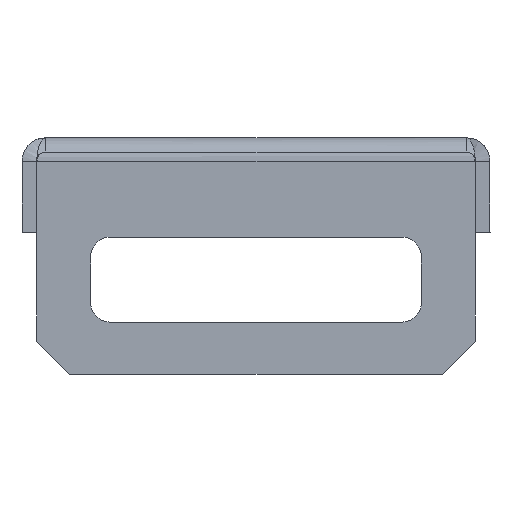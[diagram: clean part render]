
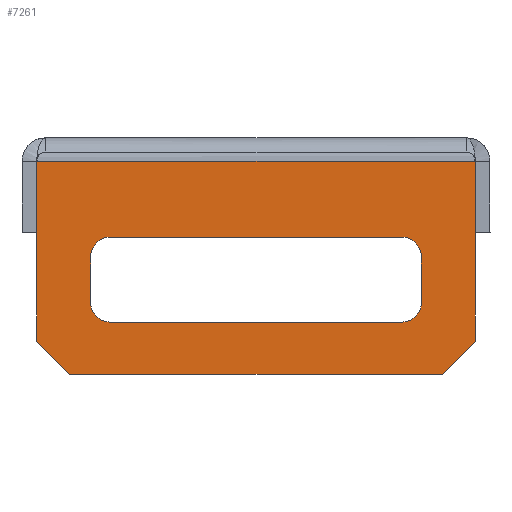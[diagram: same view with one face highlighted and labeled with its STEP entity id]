
A CAD part, left-side view. The second image highlights one B-rep face of the part: STEP entity #7261.
In plain terms, the highlighted planar face has unit normal (-1, 0, 0).
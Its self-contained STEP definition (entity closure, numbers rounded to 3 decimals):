
#100 = FACE_OUTER_BOUND ( 'NONE', #9831, .T. ) ;
#151 = LINE ( 'NONE', #3013, #7392 ) ;
#232 = DIRECTION ( 'NONE',  ( 0., -1., 0. ) ) ;
#243 = CARTESIAN_POINT ( 'NONE',  ( -381., 19.679, -25. ) ) ;
#246 = VERTEX_POINT ( 'NONE', #11195 ) ;
#305 = LINE ( 'NONE', #11677, #9273 ) ;
#517 = CARTESIAN_POINT ( 'NONE',  ( -381., 17.5, -12.6 ) ) ;
#655 = CARTESIAN_POINT ( 'NONE',  ( -381., -17.5, -12.6 ) ) ;
#781 = DIRECTION ( 'NONE',  ( 1., 0., 0. ) ) ;
#1019 = EDGE_CURVE ( 'NONE', #11245, #6974, #9939, .T. ) ;
#1024 = AXIS2_PLACEMENT_3D ( 'NONE', #7833, #8725, #1272 ) ;
#1150 = AXIS2_PLACEMENT_3D ( 'NONE', #11900, #781, #4347 ) ;
#1209 = DIRECTION ( 'NONE',  ( 0., 0., 1. ) ) ;
#1272 = DIRECTION ( 'NONE',  ( 0., 0., -1. ) ) ;
#1519 = DIRECTION ( 'NONE',  ( 0., 0., 1. ) ) ;
#1553 = DIRECTION ( 'NONE',  ( 0., 1., 0. ) ) ;
#1690 = ORIENTED_EDGE ( 'NONE', *, *, #11953, .T. ) ;
#2077 = ORIENTED_EDGE ( 'NONE', *, *, #7260, .F. ) ;
#2200 = DIRECTION ( 'NONE',  ( 0., 0., -1. ) ) ;
#2709 = EDGE_CURVE ( 'NONE', #11496, #11245, #3217, .T. ) ;
#2718 = EDGE_CURVE ( 'NONE', #11496, #6527, #151, .T. ) ;
#2719 = VECTOR ( 'NONE', #232, 1000. ) ;
#2933 = VECTOR ( 'NONE', #1519, 1000. ) ;
#2969 = CARTESIAN_POINT ( 'NONE',  ( -381., 3834.75, -25. ) ) ;
#2999 = VECTOR ( 'NONE', #1553, 1000. ) ;
#3013 = CARTESIAN_POINT ( 'NONE',  ( -381., 23.179, -25. ) ) ;
#3017 = ORIENTED_EDGE ( 'NONE', *, *, #7433, .T. ) ;
#3056 = DIRECTION ( 'NONE',  ( 0., -0.707, -0.707 ) ) ;
#3097 = CARTESIAN_POINT ( 'NONE',  ( -381., 19.679, -25. ) ) ;
#3151 = LINE ( 'NONE', #6031, #2999 ) ;
#3217 = LINE ( 'NONE', #243, #5685 ) ;
#3252 = PLANE ( 'NONE',  #1024 ) ;
#3373 = ORIENTED_EDGE ( 'NONE', *, *, #9671, .T. ) ;
#3453 = VERTEX_POINT ( 'NONE', #655 ) ;
#3651 = CIRCLE ( 'NONE', #1150, 2.1 ) ;
#3771 = ORIENTED_EDGE ( 'NONE', *, *, #8818, .T. ) ;
#3855 = VECTOR ( 'NONE', #10749, 1000. ) ;
#3919 = CARTESIAN_POINT ( 'NONE',  ( -381., 17.5, -12.6 ) ) ;
#4089 = CARTESIAN_POINT ( 'NONE',  ( -381., 3834.75, -2.5 ) ) ;
#4270 = CARTESIAN_POINT ( 'NONE',  ( -381., 15.4, -19.5 ) ) ;
#4347 = DIRECTION ( 'NONE',  ( 0., 0., 1. ) ) ;
#4811 = EDGE_CURVE ( 'NONE', #6300, #3453, #5093, .T. ) ;
#5082 = DIRECTION ( 'NONE',  ( 0., -1., 0. ) ) ;
#5093 = CIRCLE ( 'NONE', #11811, 2.1 ) ;
#5197 = EDGE_CURVE ( 'NONE', #6974, #6360, #5669, .T. ) ;
#5211 = ORIENTED_EDGE ( 'NONE', *, *, #2709, .T. ) ;
#5269 = CARTESIAN_POINT ( 'NONE',  ( -381., -15.4, -19.5 ) ) ;
#5478 = CARTESIAN_POINT ( 'NONE',  ( -381., 23.179, -21.5 ) ) ;
#5587 = CIRCLE ( 'NONE', #8878, 2.1 ) ;
#5600 = LINE ( 'NONE', #11660, #3855 ) ;
#5652 = AXIS2_PLACEMENT_3D ( 'NONE', #6315, #10905, #7212 ) ;
#5669 = LINE ( 'NONE', #10667, #8101 ) ;
#5685 = VECTOR ( 'NONE', #3056, 1000. ) ;
#5714 = CARTESIAN_POINT ( 'NONE',  ( -381., -23.179, -2.5 ) ) ;
#5832 = DIRECTION ( 'NONE',  ( 1., 0., 0. ) ) ;
#5972 = LINE ( 'NONE', #517, #2933 ) ;
#6031 = CARTESIAN_POINT ( 'NONE',  ( -381., 15.4, -19.5 ) ) ;
#6300 = VERTEX_POINT ( 'NONE', #6665 ) ;
#6315 = CARTESIAN_POINT ( 'NONE',  ( -381., -15.4, -17.4 ) ) ;
#6360 = VERTEX_POINT ( 'NONE', #6777 ) ;
#6363 = CARTESIAN_POINT ( 'NONE',  ( -381., -15.4, -12.6 ) ) ;
#6427 = VERTEX_POINT ( 'NONE', #3919 ) ;
#6527 = VERTEX_POINT ( 'NONE', #11643 ) ;
#6592 = VERTEX_POINT ( 'NONE', #4270 ) ;
#6665 = CARTESIAN_POINT ( 'NONE',  ( -381., -15.4, -10.5 ) ) ;
#6769 = ORIENTED_EDGE ( 'NONE', *, *, #1019, .T. ) ;
#6777 = CARTESIAN_POINT ( 'NONE',  ( -381., -23.179, -21.5 ) ) ;
#6974 = VERTEX_POINT ( 'NONE', #8048 ) ;
#7212 = DIRECTION ( 'NONE',  ( 0., 0., -1. ) ) ;
#7255 = LINE ( 'NONE', #10658, #10325 ) ;
#7260 = EDGE_CURVE ( 'NONE', #6527, #7770, #11236, .T. ) ;
#7261 = ADVANCED_FACE ( 'NONE', ( #7757, #100 ), #3252, .F. ) ;
#7354 = DIRECTION ( 'NONE',  ( 1., 0., 0. ) ) ;
#7392 = VECTOR ( 'NONE', #1209, 1000. ) ;
#7433 = EDGE_CURVE ( 'NONE', #7477, #6592, #3151, .T. ) ;
#7446 = CIRCLE ( 'NONE', #5652, 2.1 ) ;
#7477 = VERTEX_POINT ( 'NONE', #5269 ) ;
#7676 = DIRECTION ( 'NONE',  ( 0., -1., 0. ) ) ;
#7757 = FACE_BOUND ( 'NONE', #10507, .T. ) ;
#7770 = VERTEX_POINT ( 'NONE', #5714 ) ;
#7833 = CARTESIAN_POINT ( 'NONE',  ( -381., 3834.75, -25. ) ) ;
#7891 = ORIENTED_EDGE ( 'NONE', *, *, #4811, .T. ) ;
#7944 = ORIENTED_EDGE ( 'NONE', *, *, #5197, .T. ) ;
#8048 = CARTESIAN_POINT ( 'NONE',  ( -381., -19.679, -25. ) ) ;
#8101 = VECTOR ( 'NONE', #8761, 1000. ) ;
#8501 = EDGE_CURVE ( 'NONE', #7770, #6360, #5600, .T. ) ;
#8583 = EDGE_CURVE ( 'NONE', #8807, #7477, #7446, .T. ) ;
#8711 = DIRECTION ( 'NONE',  ( 0., 0., -1. ) ) ;
#8725 = DIRECTION ( 'NONE',  ( 1., 0., 0. ) ) ;
#8761 = DIRECTION ( 'NONE',  ( 0., -0.707, 0.707 ) ) ;
#8807 = VERTEX_POINT ( 'NONE', #10395 ) ;
#8818 = EDGE_CURVE ( 'NONE', #6427, #9601, #5587, .T. ) ;
#8878 = AXIS2_PLACEMENT_3D ( 'NONE', #9432, #5832, #2200 ) ;
#8917 = ORIENTED_EDGE ( 'NONE', *, *, #8501, .F. ) ;
#9029 = ORIENTED_EDGE ( 'NONE', *, *, #8583, .T. ) ;
#9106 = ORIENTED_EDGE ( 'NONE', *, *, #2718, .F. ) ;
#9132 = DIRECTION ( 'NONE',  ( 0., 0., 1. ) ) ;
#9273 = VECTOR ( 'NONE', #5082, 1000. ) ;
#9432 = CARTESIAN_POINT ( 'NONE',  ( -381., 15.4, -12.6 ) ) ;
#9466 = ORIENTED_EDGE ( 'NONE', *, *, #10690, .T. ) ;
#9601 = VERTEX_POINT ( 'NONE', #9868 ) ;
#9671 = EDGE_CURVE ( 'NONE', #246, #6427, #5972, .T. ) ;
#9831 = EDGE_LOOP ( 'NONE', ( #9106, #5211, #6769, #7944, #8917, #2077 ) ) ;
#9868 = CARTESIAN_POINT ( 'NONE',  ( -381., 15.4, -10.5 ) ) ;
#9939 = LINE ( 'NONE', #2969, #2719 ) ;
#10244 = VECTOR ( 'NONE', #7676, 1000. ) ;
#10325 = VECTOR ( 'NONE', #8711, 1000. ) ;
#10395 = CARTESIAN_POINT ( 'NONE',  ( -381., -17.5, -17.4 ) ) ;
#10507 = EDGE_LOOP ( 'NONE', ( #3373, #3771, #11054, #7891, #9466, #9029, #3017, #1690 ) ) ;
#10658 = CARTESIAN_POINT ( 'NONE',  ( -381., -17.5, -12.6 ) ) ;
#10667 = CARTESIAN_POINT ( 'NONE',  ( -381., -23.179, -21.5 ) ) ;
#10690 = EDGE_CURVE ( 'NONE', #3453, #8807, #7255, .T. ) ;
#10749 = DIRECTION ( 'NONE',  ( 0., 0., -1. ) ) ;
#10905 = DIRECTION ( 'NONE',  ( 1., 0., 0. ) ) ;
#11054 = ORIENTED_EDGE ( 'NONE', *, *, #11341, .T. ) ;
#11195 = CARTESIAN_POINT ( 'NONE',  ( -381., 17.5, -17.4 ) ) ;
#11236 = LINE ( 'NONE', #4089, #10244 ) ;
#11245 = VERTEX_POINT ( 'NONE', #3097 ) ;
#11341 = EDGE_CURVE ( 'NONE', #9601, #6300, #305, .T. ) ;
#11496 = VERTEX_POINT ( 'NONE', #5478 ) ;
#11643 = CARTESIAN_POINT ( 'NONE',  ( -381., 23.179, -2.5 ) ) ;
#11660 = CARTESIAN_POINT ( 'NONE',  ( -381., -23.179, -25. ) ) ;
#11677 = CARTESIAN_POINT ( 'NONE',  ( -381., 15.4, -10.5 ) ) ;
#11811 = AXIS2_PLACEMENT_3D ( 'NONE', #6363, #7354, #9132 ) ;
#11900 = CARTESIAN_POINT ( 'NONE',  ( -381., 15.4, -17.4 ) ) ;
#11953 = EDGE_CURVE ( 'NONE', #6592, #246, #3651, .T. ) ;
